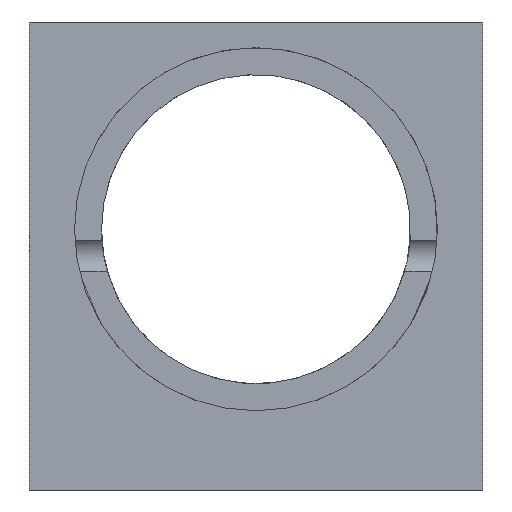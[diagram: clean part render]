
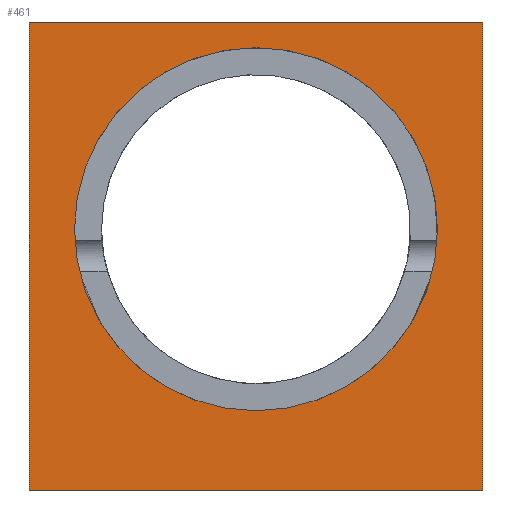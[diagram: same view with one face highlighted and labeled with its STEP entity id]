
A CAD part, front view. The second image highlights one B-rep face of the part: STEP entity #461.
In plain terms, the highlighted planar face has unit normal (0, -1, 0).
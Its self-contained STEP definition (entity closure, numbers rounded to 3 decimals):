
#23=FACE_BOUND('',#88,.T.);
#34=PLANE('',#525);
#64=FACE_OUTER_BOUND('',#87,.T.);
#87=EDGE_LOOP('',(#428,#429,#430,#431));
#88=EDGE_LOOP('',(#432));
#99=CIRCLE('',#499,12.8);
#133=LINE('',#827,#171);
#139=LINE('',#846,#177);
#145=LINE('',#864,#183);
#146=LINE('',#866,#184);
#171=VECTOR('',#600,10.);
#177=VECTOR('',#624,10.);
#183=VECTOR('',#648,10.);
#184=VECTOR('',#651,10.);
#207=VERTEX_POINT('',#762);
#220=VERTEX_POINT('',#824);
#221=VERTEX_POINT('',#826);
#224=VERTEX_POINT('',#843);
#225=VERTEX_POINT('',#845);
#256=EDGE_CURVE('',#207,#207,#99,.T.);
#275=EDGE_CURVE('',#220,#221,#133,.T.);
#286=EDGE_CURVE('',#224,#225,#139,.T.);
#295=EDGE_CURVE('',#224,#221,#145,.T.);
#296=EDGE_CURVE('',#225,#220,#146,.T.);
#428=ORIENTED_EDGE('',*,*,#296,.F.);
#429=ORIENTED_EDGE('',*,*,#286,.F.);
#430=ORIENTED_EDGE('',*,*,#295,.T.);
#431=ORIENTED_EDGE('',*,*,#275,.F.);
#432=ORIENTED_EDGE('',*,*,#256,.T.);
#461=ADVANCED_FACE('',(#64,#23),#34,.F.);
#499=AXIS2_PLACEMENT_3D('',#763,#574,#575);
#525=AXIS2_PLACEMENT_3D('',#867,#652,#653);
#574=DIRECTION('center_axis',(0.,1.,0.));
#575=DIRECTION('ref_axis',(1.,0.,0.));
#600=DIRECTION('',(0.,0.,-1.));
#624=DIRECTION('',(0.,0.,1.));
#648=DIRECTION('',(1.,0.,0.));
#651=DIRECTION('',(1.,0.,0.));
#652=DIRECTION('center_axis',(0.,1.,0.));
#653=DIRECTION('ref_axis',(0.,0.,1.));
#762=CARTESIAN_POINT('',(-3.8,0.,13.39));
#763=CARTESIAN_POINT('Origin',(9.,0.,13.39));
#824=CARTESIAN_POINT('',(25.,0.,28.));
#826=CARTESIAN_POINT('',(25.,0.,-5.));
#827=CARTESIAN_POINT('',(25.,0.,28.));
#843=CARTESIAN_POINT('',(-7.,0.,-5.));
#845=CARTESIAN_POINT('',(-7.,0.,28.));
#846=CARTESIAN_POINT('',(-7.,0.,-5.));
#864=CARTESIAN_POINT('',(21.,0.,-5.));
#866=CARTESIAN_POINT('',(0.,0.,28.));
#867=CARTESIAN_POINT('Origin',(9.,0.,14.));
